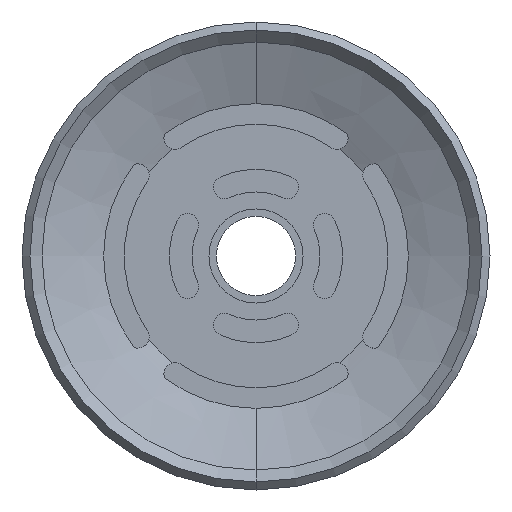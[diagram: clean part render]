
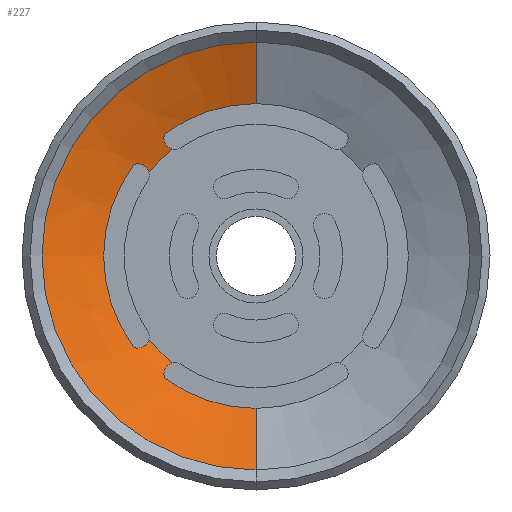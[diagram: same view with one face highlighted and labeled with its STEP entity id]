
A CAD part, front view. The second image highlights one B-rep face of the part: STEP entity #227.
In plain terms, the highlighted conical face has half-angle 68 degrees and reference radius 18 mm.
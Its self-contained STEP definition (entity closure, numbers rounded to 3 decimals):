
#227=ADVANCED_FACE('',(#556),#557,.F.);
#556=FACE_OUTER_BOUND('',#990,.T.);
#557=CONICAL_SURFACE('',#991,18.0,1.187);
#990=EDGE_LOOP('',(#4305,#4306,#4307,#4308,#4309,#4310,#4311,#4312,#4313,#4314,#4315,#4316,#4317,#4318));
#991=AXIS2_PLACEMENT_3D('',#4319,#4320,#4321);
#4305=ORIENTED_EDGE('',*,*,#5360,.T.);
#4306=ORIENTED_EDGE('',*,*,#5361,.T.);
#4307=ORIENTED_EDGE('',*,*,#5355,.F.);
#4308=ORIENTED_EDGE('',*,*,#5362,.F.);
#4309=ORIENTED_EDGE('',*,*,#5363,.T.);
#4310=ORIENTED_EDGE('',*,*,#5222,.F.);
#4311=ORIENTED_EDGE('',*,*,#5364,.T.);
#4312=ORIENTED_EDGE('',*,*,#5180,.F.);
#4313=ORIENTED_EDGE('',*,*,#5365,.F.);
#4314=ORIENTED_EDGE('',*,*,#5366,.T.);
#4315=ORIENTED_EDGE('',*,*,#5239,.F.);
#4316=ORIENTED_EDGE('',*,*,#5367,.F.);
#4317=ORIENTED_EDGE('',*,*,#5368,.T.);
#4318=ORIENTED_EDGE('',*,*,#5369,.F.);
#4319=CARTESIAN_POINT('',(0.0,-12.2,0.0));
#4320=DIRECTION('',(0.0,-1.0,-0.0));
#4321=DIRECTION('',(0.0,0.0,-1.0));
#5180=EDGE_CURVE('',#5677,#5680,#5681,.T.);
#5222=EDGE_CURVE('',#5754,#5750,#5756,.T.);
#5239=EDGE_CURVE('',#5782,#5780,#5784,.T.);
#5355=EDGE_CURVE('',#5991,#5992,#5993,.T.);
#5360=EDGE_CURVE('',#5998,#5999,#6000,.T.);
#5361=EDGE_CURVE('',#5999,#5992,#6001,.T.);
#5362=EDGE_CURVE('',#6002,#5991,#6003,.T.);
#5363=EDGE_CURVE('',#6002,#5750,#6004,.T.);
#5364=EDGE_CURVE('',#5754,#5680,#6005,.T.);
#5365=EDGE_CURVE('',#6006,#5677,#6007,.T.);
#5366=EDGE_CURVE('',#6006,#5780,#6008,.T.);
#5367=EDGE_CURVE('',#6009,#5782,#6010,.T.);
#5368=EDGE_CURVE('',#6009,#6011,#6012,.T.);
#5369=EDGE_CURVE('',#5998,#6011,#6013,.T.);
#5677=VERTEX_POINT('',#6397);
#5680=VERTEX_POINT('',#6401);
#5681=B_SPLINE_CURVE_WITH_KNOTS('',3,(#6402,#6403,#6404,#6405,#6406,#6407,#6408,#6409,#6410,#6411,#6412,#6413,#6414,#6415),.UNSPECIFIED.,.F.,.F.,(4,2,2,2,2,2,4),(0.,0.,0.001,0.001,0.002,0.002,0.003),.UNSPECIFIED.);
#5750=VERTEX_POINT('',#6523);
#5754=VERTEX_POINT('',#6528);
#5756=B_SPLINE_CURVE_WITH_KNOTS('',3,(#6530,#6531,#6532,#6533,#6534,#6535,#6536,#6537,#6538,#6539,#6540,#6541,#6542,#6543),.UNSPECIFIED.,.F.,.F.,(4,2,2,2,2,2,4),(0.,0.,0.001,0.001,0.001,0.002,0.003),.UNSPECIFIED.);
#5780=VERTEX_POINT('',#6571);
#5782=VERTEX_POINT('',#6573);
#5784=B_SPLINE_CURVE_WITH_KNOTS('',3,(#6576,#6577,#6578,#6579),.UNSPECIFIED.,.F.,.F.,(4,4),(0.002,0.003),.UNSPECIFIED.);
#5991=VERTEX_POINT('',#7170);
#5992=VERTEX_POINT('',#7171);
#5993=CIRCLE('',#7172,28.403);
#5998=VERTEX_POINT('',#7179);
#5999=VERTEX_POINT('',#7180);
#6000=CIRCLE('',#7181,20.228);
#6001=LINE('',#7182,#7183);
#6002=VERTEX_POINT('',#7184);
#6003=LINE('',#7185,#7186);
#6004=CIRCLE('',#7187,20.228);
#6005=CIRCLE('',#7188,18.0);
#6006=VERTEX_POINT('',#7189);
#6007=B_SPLINE_CURVE_WITH_KNOTS('',3,(#7190,#7191,#7192,#7193,#7194,#7195,#7196,#7197,#7198,#7199,#7200,#7201,#7202,#7203),.UNSPECIFIED.,.F.,.F.,(4,2,2,2,2,2,4),(0.,0.,0.001,0.001,0.002,0.002,0.003),.UNSPECIFIED.);
#6008=CIRCLE('',#7204,20.228);
#6009=VERTEX_POINT('',#7205);
#6010=B_SPLINE_CURVE_WITH_KNOTS('',3,(#7206,#7207,#7208,#7209,#7210,#7211,#7212,#7213,#7214,#7215),.UNSPECIFIED.,.F.,.F.,(4,2,2,2,4),(0.,0.001,0.001,0.002,0.002),.UNSPECIFIED.);
#6011=VERTEX_POINT('',#7216);
#6012=CIRCLE('',#7217,18.0);
#6013=B_SPLINE_CURVE_WITH_KNOTS('',3,(#7218,#7219,#7220,#7221,#7222,#7223,#7224,#7225,#7226,#7227,#7228,#7229,#7230,#7231),.UNSPECIFIED.,.F.,.F.,(4,2,2,2,2,2,4),(0.,0.,0.001,0.001,0.002,0.002,0.003),.UNSPECIFIED.);
#6397=CARTESIAN_POINT('',(-15.68,-12.962,-12.23));
#6401=CARTESIAN_POINT('',(-14.213,-12.2,-11.045));
#6402=CARTESIAN_POINT('',(-16.175,-13.1,-12.146));
#6403=CARTESIAN_POINT('',(-16.07,-13.075,-12.183));
#6404=CARTESIAN_POINT('',(-15.964,-13.047,-12.207));
#6405=CARTESIAN_POINT('',(-15.75,-12.985,-12.232));
#6406=CARTESIAN_POINT('',(-15.641,-12.95,-12.234));
#6407=CARTESIAN_POINT('',(-15.324,-12.842,-12.203));
#6408=CARTESIAN_POINT('',(-15.118,-12.76,-12.137));
#6409=CARTESIAN_POINT('',(-14.757,-12.594,-11.931));
#6410=CARTESIAN_POINT('',(-14.597,-12.508,-11.789));
#6411=CARTESIAN_POINT('',(-14.411,-12.386,-11.537));
#6412=CARTESIAN_POINT('',(-14.357,-12.345,-11.445));
#6413=CARTESIAN_POINT('',(-14.27,-12.269,-11.252));
#6414=CARTESIAN_POINT('',(-14.236,-12.234,-11.151));
#6415=CARTESIAN_POINT('',(-14.213,-12.2,-11.045));
#6523=CARTESIAN_POINT('',(-12.146,-13.1,-16.175));
#6528=CARTESIAN_POINT('',(-11.045,-12.2,-14.213));
#6530=CARTESIAN_POINT('',(-11.045,-12.2,-14.213));
#6531=CARTESIAN_POINT('',(-11.151,-12.234,-14.236));
#6532=CARTESIAN_POINT('',(-11.252,-12.269,-14.27));
#6533=CARTESIAN_POINT('',(-11.444,-12.345,-14.356));
#6534=CARTESIAN_POINT('',(-11.536,-12.385,-14.41));
#6535=CARTESIAN_POINT('',(-11.705,-12.467,-14.535));
#6536=CARTESIAN_POINT('',(-11.781,-12.509,-14.605));
#6537=CARTESIAN_POINT('',(-11.92,-12.593,-14.761));
#6538=CARTESIAN_POINT('',(-11.982,-12.636,-14.847));
#6539=CARTESIAN_POINT('',(-12.136,-12.76,-15.118));
#6540=CARTESIAN_POINT('',(-12.203,-12.842,-15.324));
#6541=CARTESIAN_POINT('',(-12.244,-12.986,-15.745));
#6542=CARTESIAN_POINT('',(-12.219,-13.05,-15.965));
#6543=CARTESIAN_POINT('',(-12.146,-13.1,-16.175));
#6571=CARTESIAN_POINT('',(-16.175,-13.1,12.146));
#6573=CARTESIAN_POINT('',(-15.68,-12.962,12.23));
#6576=CARTESIAN_POINT('',(-15.68,-12.962,12.23));
#6577=CARTESIAN_POINT('',(-15.845,-13.015,12.23));
#6578=CARTESIAN_POINT('',(-16.013,-13.062,12.203));
#6579=CARTESIAN_POINT('',(-16.175,-13.1,12.146));
#7170=CARTESIAN_POINT('',(0.0,-16.403,-28.403));
#7171=CARTESIAN_POINT('',(0.,-16.403,28.403));
#7172=AXIS2_PLACEMENT_3D('',#8714,#8715,#8716);
#7179=CARTESIAN_POINT('',(-12.146,-13.1,16.175));
#7180=CARTESIAN_POINT('',(0.,-13.1,20.228));
#7181=AXIS2_PLACEMENT_3D('',#8722,#8723,#8724);
#7182=CARTESIAN_POINT('',(0.,-12.2,18.0));
#7183=VECTOR('',#8725,1000.0);
#7184=CARTESIAN_POINT('',(0.0,-13.1,-20.228));
#7185=CARTESIAN_POINT('',(0.0,-12.2,-18.0));
#7186=VECTOR('',#8726,1000.0);
#7187=AXIS2_PLACEMENT_3D('',#8727,#8728,#8729);
#7188=AXIS2_PLACEMENT_3D('',#8730,#8731,#8732);
#7189=CARTESIAN_POINT('',(-16.175,-13.1,-12.146));
#7190=CARTESIAN_POINT('',(-16.175,-13.1,-12.146));
#7191=CARTESIAN_POINT('',(-16.07,-13.075,-12.183));
#7192=CARTESIAN_POINT('',(-15.964,-13.047,-12.207));
#7193=CARTESIAN_POINT('',(-15.75,-12.985,-12.232));
#7194=CARTESIAN_POINT('',(-15.641,-12.95,-12.234));
#7195=CARTESIAN_POINT('',(-15.324,-12.842,-12.203));
#7196=CARTESIAN_POINT('',(-15.118,-12.76,-12.137));
#7197=CARTESIAN_POINT('',(-14.757,-12.594,-11.931));
#7198=CARTESIAN_POINT('',(-14.597,-12.508,-11.789));
#7199=CARTESIAN_POINT('',(-14.411,-12.386,-11.537));
#7200=CARTESIAN_POINT('',(-14.357,-12.345,-11.445));
#7201=CARTESIAN_POINT('',(-14.27,-12.269,-11.252));
#7202=CARTESIAN_POINT('',(-14.236,-12.234,-11.151));
#7203=CARTESIAN_POINT('',(-14.213,-12.2,-11.045));
#7204=AXIS2_PLACEMENT_3D('',#8733,#8734,#8735);
#7205=CARTESIAN_POINT('',(-14.213,-12.2,11.045));
#7206=CARTESIAN_POINT('',(-14.213,-12.2,11.045));
#7207=CARTESIAN_POINT('',(-14.25,-12.254,11.216));
#7208=CARTESIAN_POINT('',(-14.314,-12.314,11.374));
#7209=CARTESIAN_POINT('',(-14.494,-12.444,11.665));
#7210=CARTESIAN_POINT('',(-14.606,-12.512,11.791));
#7211=CARTESIAN_POINT('',(-14.869,-12.648,12.004));
#7212=CARTESIAN_POINT('',(-15.017,-12.716,12.086));
#7213=CARTESIAN_POINT('',(-15.337,-12.846,12.2));
#7214=CARTESIAN_POINT('',(-15.507,-12.907,12.23));
#7215=CARTESIAN_POINT('',(-15.68,-12.962,12.23));
#7216=CARTESIAN_POINT('',(-11.045,-12.2,14.213));
#7217=AXIS2_PLACEMENT_3D('',#8736,#8737,#8738);
#7218=CARTESIAN_POINT('',(-12.146,-13.1,16.175));
#7219=CARTESIAN_POINT('',(-12.183,-13.075,16.07));
#7220=CARTESIAN_POINT('',(-12.207,-13.047,15.964));
#7221=CARTESIAN_POINT('',(-12.232,-12.985,15.75));
#7222=CARTESIAN_POINT('',(-12.234,-12.95,15.641));
#7223=CARTESIAN_POINT('',(-12.203,-12.842,15.324));
#7224=CARTESIAN_POINT('',(-12.137,-12.76,15.118));
#7225=CARTESIAN_POINT('',(-11.931,-12.594,14.757));
#7226=CARTESIAN_POINT('',(-11.789,-12.508,14.597));
#7227=CARTESIAN_POINT('',(-11.537,-12.386,14.411));
#7228=CARTESIAN_POINT('',(-11.445,-12.345,14.357));
#7229=CARTESIAN_POINT('',(-11.252,-12.269,14.27));
#7230=CARTESIAN_POINT('',(-11.151,-12.234,14.236));
#7231=CARTESIAN_POINT('',(-11.045,-12.2,14.213));
#8714=CARTESIAN_POINT('',(0.0,-16.403,0.0));
#8715=DIRECTION('',(0.0,1.0,0.0));
#8716=DIRECTION('',(0.0,0.0,1.0));
#8722=CARTESIAN_POINT('',(0.0,-13.1,0.0));
#8723=DIRECTION('',(0.0,1.0,0.0));
#8724=DIRECTION('',(0.,0.0,-1.0));
#8725=DIRECTION('',(0.,-0.375,0.927));
#8726=DIRECTION('',(0.0,-0.375,-0.927));
#8727=CARTESIAN_POINT('',(0.0,-13.1,0.0));
#8728=DIRECTION('',(0.0,1.0,0.0));
#8729=DIRECTION('',(0.0,0.0,-1.0));
#8730=CARTESIAN_POINT('',(0.0,-12.2,0.0));
#8731=DIRECTION('',(0.0,1.0,0.0));
#8732=DIRECTION('',(0.0,0.0,1.0));
#8733=CARTESIAN_POINT('',(0.0,-13.1,0.0));
#8734=DIRECTION('',(0.0,1.0,0.0));
#8735=DIRECTION('',(0.0,0.0,-1.0));
#8736=CARTESIAN_POINT('',(0.0,-12.2,0.0));
#8737=DIRECTION('',(0.0,1.0,0.0));
#8738=DIRECTION('',(0.0,0.0,1.0));
